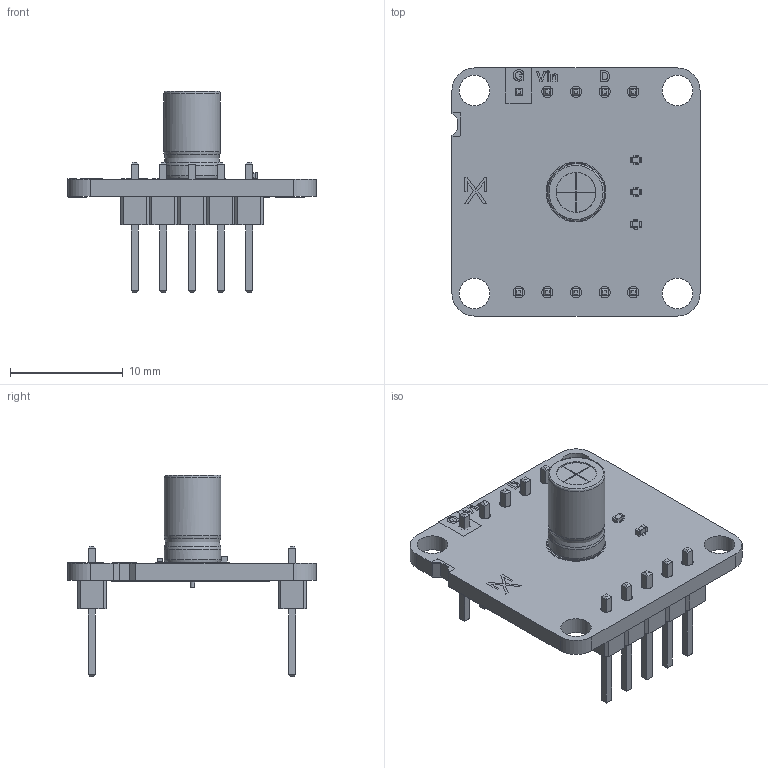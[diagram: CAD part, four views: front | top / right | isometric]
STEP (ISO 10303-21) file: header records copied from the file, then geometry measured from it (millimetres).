
FILE_DESCRIPTION(('KiCad electronic assembly'),'2;1');
FILE_NAME('STP_AX22_0025.step','2025-07-07T23:21:01',('Pcbnew'),('Kicad' ),'Open CASCADE STEP processor 7.8','KiCad to STEP converter', 'Unknown');
FILE_SCHEMA(('AUTOMOTIVE_DESIGN { 1 0 10303 214 1 1 1 1 }'));
Length unit declared in the file: millimetre
Products named in the file (7): STP_AX22_0025 1; R_0402_1005Metric; C_0402_1005Metric; C_Radial_D8.0mm_H7.0mm_P3.50mm; PinHeader_1x05_P2.54mm_Vertical; AX22_Vibration-Switch_silkscreen; AX22_Vibration-Switch_PCB
Assembly tree (8 placements, depth 2):
  STP_AX22_0025 1
    R_0402_1005Metric  x2
    C_0402_1005Metric
    C_Radial_D8.0mm_H7.0mm_P3.50mm
    PinHeader_1x05_P2.54mm_Vertical  x2
    AX22_Vibration-Switch_silkscreen
    AX22_Vibration-Switch_PCB
Bounding box: 22 x 22 x 17.84 mm (x, y, z)
Volume: 1023.1 mm3; surface area: 1877.1 mm2
Topology: 7 solids, 54 shells, 436 faces, 2015 edges, 1667 vertices
Faces by surface type: plane 356, cylinder 48, bspline 32
Full cylindrical faces by diameter (mm): 0.9 x2, 1 x10, 2.7 x4
Entity records: 18298 total; most frequent: CARTESIAN_POINT 3875, DIRECTION 2348, ORIENTED_EDGE 2239, EDGE_CURVE 1651, VERTEX_POINT 1439, LINE 1344, VECTOR 1344, AXIS2_PLACEMENT_3D 502
